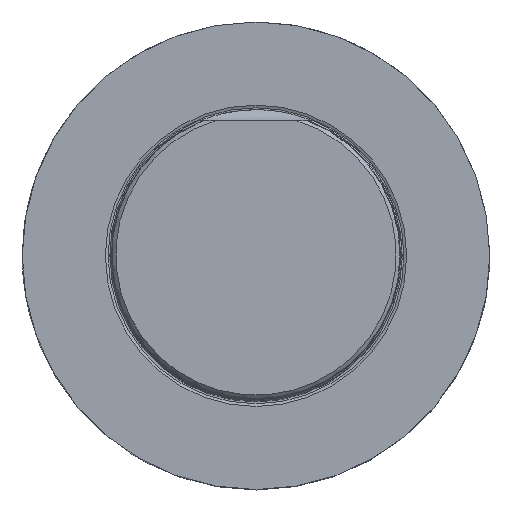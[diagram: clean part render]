
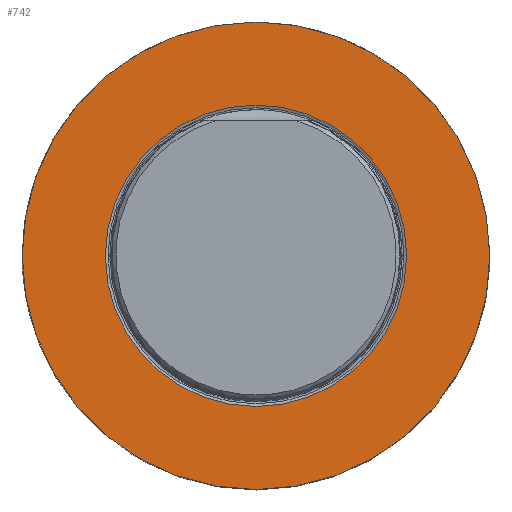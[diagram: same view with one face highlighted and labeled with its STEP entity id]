
A CAD part, top view. The second image highlights one B-rep face of the part: STEP entity #742.
In plain terms, the highlighted face is planar.
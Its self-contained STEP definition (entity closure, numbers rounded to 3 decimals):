
#217=FACE_BOUND('',#1747,.T.);
#218=FACE_BOUND('',#1748,.T.);
#742=ADVANCED_FACE('TB_IB_SU_5',(#217,#218),#1155,.T.);
#1155=PLANE('',#7488);
#1747=EDGE_LOOP('',(#3641));
#1748=EDGE_LOOP('',(#3642));
#3641=ORIENTED_EDGE('',*,*,#6321,.F.);
#3642=ORIENTED_EDGE('',*,*,#6312,.T.);
#5619=VERTEX_POINT('',#15348);
#5626=VERTEX_POINT('',#15431);
#6312=EDGE_CURVE('',#5619,#5619,#7224,.T.);
#6321=EDGE_CURVE('',#5626,#5626,#7225,.T.);
#7224=CIRCLE('',#7483,40.);
#7225=CIRCLE('',#7487,25.775);
#7483=AXIS2_PLACEMENT_3D('',#15347,#8304,#8305);
#7487=AXIS2_PLACEMENT_3D('',#15430,#8312,#8313);
#7488=AXIS2_PLACEMENT_3D('',#15432,#8314,#8315);
#8304=DIRECTION('',(0.,1.,0.));
#8305=DIRECTION('',(0.,0.,1.));
#8312=DIRECTION('',(0.,1.,0.));
#8313=DIRECTION('',(0.,0.,1.));
#8314=DIRECTION('',(0.,1.,0.));
#8315=DIRECTION('',(0.,0.,1.));
#15347=CARTESIAN_POINT('',(0.,0.,0.));
#15348=CARTESIAN_POINT('',(0.,0.,40.));
#15430=CARTESIAN_POINT('',(0.,0.,0.));
#15431=CARTESIAN_POINT('',(0.,0.,25.775));
#15432=CARTESIAN_POINT('',(0.,0.,0.));
